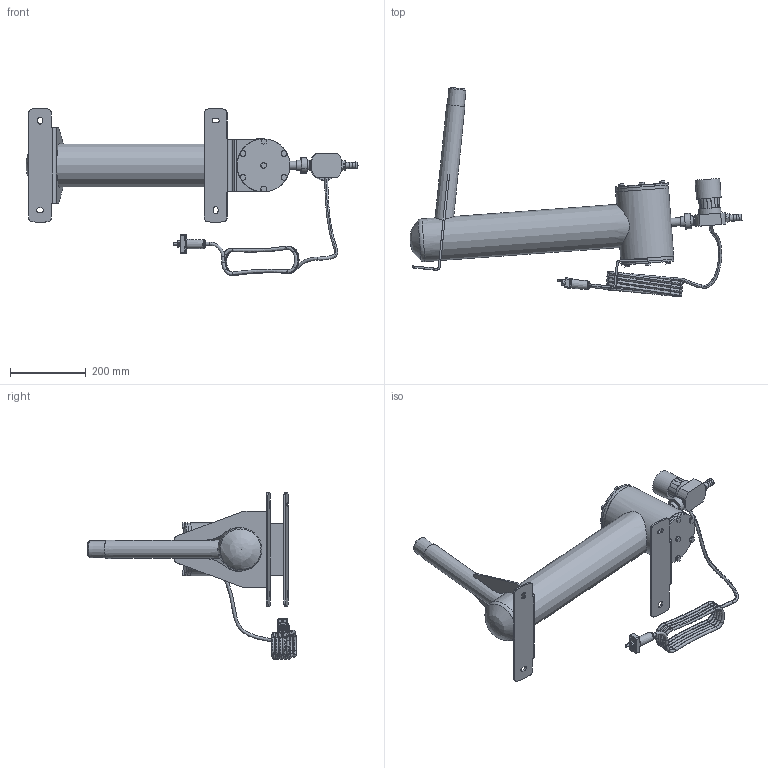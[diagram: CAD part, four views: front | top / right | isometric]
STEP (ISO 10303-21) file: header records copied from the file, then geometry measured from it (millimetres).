
FILE_DESCRIPTION(/* description */ ('','CAx-IF Rec.Pracs.---Representation and Presentation of Product Manufacturing Information (PMI)---4.0---2014-10-13'),/* implementation_level */ '2;1');
FILE_NAME(/* name */ '48424 AirNozzle 20E-15m horizontal 01.stp',/* time_stamp */ '2019-10-10T11:35:29+02:00',/* author */ ('guzb562'),/* organization */ (''),/* preprocessor_version */ 'ST-DEVELOPER v17.2',/* originating_system */ 'Autodesk Inventor 2019',/* authorisation */ '');
FILE_SCHEMA (('AP242_MANAGED_MODEL_BASED_3D_ENGINEERING_MIM_LF { 1 0 10303 442 1 1 4 }'));
Products named in the file (4): 48424 AirNozzle 20E-15m horizontal 01; 31103_Air_nozzle 20 E; Stecker 24V; kabel_1
Assembly tree (3 placements, depth 2):
  48424 AirNozzle 20E-15m horizontal 01
    31103_Air_nozzle 20 E
    Stecker 24V
    kabel_1
Bounding box: 874.56 x 550.33 x 439.79 mm (x, y, z)
Volume: 10124411.8 mm3; surface area: 685192.2 mm2
Topology: 6 solids, 13 shells, 1442 faces, 4933 edges, 4687 vertices
Faces by surface type: plane 1008, cylinder 260, bspline 135, cone 34, torus 5
Full cylindrical faces by diameter (mm): 5.216 x2, 6.8 x1, 7.255 x1, 8.3 x2, 8.5 x6, 14.8 x12, 15.899 x1, 19.899 x1, 21.146 x1, 21.549 x1, 22.126 x1, 22.754 x1, 26.738 x2, 38 x1, 41.053 x1, 59 x1, 65 x1, 137.66 x2, 139.747 x2, 139.808 x1, 140 x1
Entity records: 70997 total; most frequent: CARTESIAN_POINT 30617, ORIENTED_EDGE 7640, DIRECTION 7575, EDGE_CURVE 3820, LINE 2703, VECTOR 2703, VERTEX_POINT 2493, AXIS2_PLACEMENT_3D 2436
